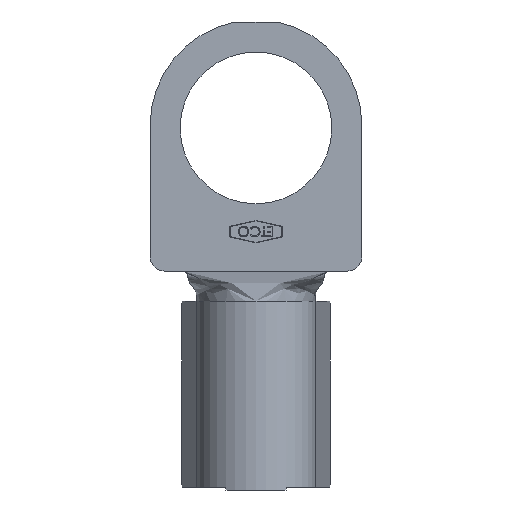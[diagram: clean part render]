
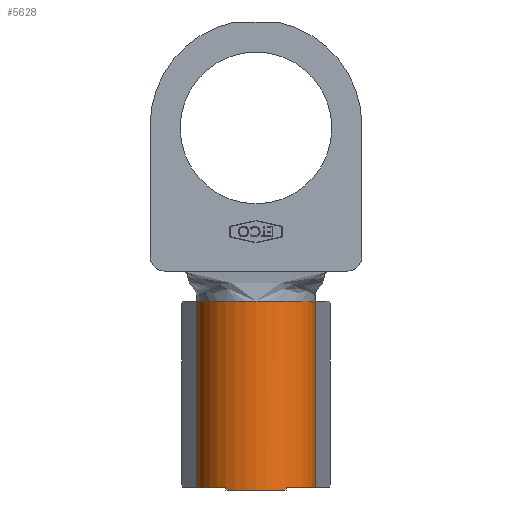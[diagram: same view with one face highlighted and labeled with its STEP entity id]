
A CAD part, front view. The second image highlights one B-rep face of the part: STEP entity #5628.
In plain terms, the highlighted cylindrical face has radius 5.334 mm (diameter 10.668 mm), a partial arc.
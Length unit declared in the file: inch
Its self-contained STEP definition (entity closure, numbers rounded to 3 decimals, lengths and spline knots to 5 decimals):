
#52 = CARTESIAN_POINT ( 'NONE',  ( -0.20666, -0.0373, 0.65 ) ) ;
#358 = CARTESIAN_POINT ( 'NONE',  ( -0.20666, -0.0373, 0. ) ) ;
#389 = VECTOR ( 'NONE', #4011, 39.37008 ) ;
#456 = FACE_OUTER_BOUND ( 'NONE', #2494, .T. ) ;
#567 = ORIENTED_EDGE ( 'NONE', *, *, #1481, .F. ) ;
#709 = CIRCLE ( 'NONE', #4373, 0.21 ) ;
#713 = VERTEX_POINT ( 'NONE', #2701 ) ;
#908 = ORIENTED_EDGE ( 'NONE', *, *, #5639, .T. ) ;
#946 = LINE ( 'NONE', #52, #5189 ) ;
#1031 = DIRECTION ( 'NONE',  ( 0., 0., -1. ) ) ;
#1066 = CARTESIAN_POINT ( 'NONE',  ( 0., 0., 0. ) ) ;
#1153 = EDGE_CURVE ( 'NONE', #713, #2215, #946, .T. ) ;
#1362 = CARTESIAN_POINT ( 'NONE',  ( 0.20666, -0.0373, 0.65 ) ) ;
#1481 = EDGE_CURVE ( 'NONE', #713, #6699, #709, .T. ) ;
#1567 = CARTESIAN_POINT ( 'NONE',  ( 0.20666, -0.0373, 0. ) ) ;
#1608 = DIRECTION ( 'NONE',  ( 1., 0., 0. ) ) ;
#1674 = CYLINDRICAL_SURFACE ( 'NONE', #2944, 0.21 ) ;
#1745 = AXIS2_PLACEMENT_3D ( 'NONE', #2843, #6565, #3367 ) ;
#1817 = EDGE_CURVE ( 'NONE', #2215, #5544, #2125, .T. ) ;
#1846 = CIRCLE ( 'NONE', #1886, 0.21 ) ;
#1886 = AXIS2_PLACEMENT_3D ( 'NONE', #1066, #4781, #1608 ) ;
#2125 = CIRCLE ( 'NONE', #1745, 0.21 ) ;
#2167 = ORIENTED_EDGE ( 'NONE', *, *, #1817, .T. ) ;
#2215 = VERTEX_POINT ( 'NONE', #358 ) ;
#2378 = DIRECTION ( 'NONE',  ( 0., 0., 1. ) ) ;
#2494 = EDGE_LOOP ( 'NONE', ( #2167, #3620, #6410, #3389, #908, #4370, #567, #2499 ) ) ;
#2499 = ORIENTED_EDGE ( 'NONE', *, *, #1153, .T. ) ;
#2691 = DIRECTION ( 'NONE',  ( 0., 0., 1. ) ) ;
#2701 = CARTESIAN_POINT ( 'NONE',  ( -0.20666, -0.0373, 0.65 ) ) ;
#2758 = AXIS2_PLACEMENT_3D ( 'NONE', #4820, #5353, #5163 ) ;
#2843 = CARTESIAN_POINT ( 'NONE',  ( 0., 0., 0. ) ) ;
#2908 = CARTESIAN_POINT ( 'NONE',  ( -0.105, -0.18187, -0.01 ) ) ;
#2944 = AXIS2_PLACEMENT_3D ( 'NONE', #3552, #3511, #3690 ) ;
#3050 = CARTESIAN_POINT ( 'NONE',  ( 0., 0., 0.65 ) ) ;
#3207 = CARTESIAN_POINT ( 'NONE',  ( 0.105, -0.18187, -0.01 ) ) ;
#3367 = DIRECTION ( 'NONE',  ( 1., 0., 0. ) ) ;
#3378 = VERTEX_POINT ( 'NONE', #1567 ) ;
#3389 = ORIENTED_EDGE ( 'NONE', *, *, #4416, .T. ) ;
#3511 = DIRECTION ( 'NONE',  ( 0., 0., -1. ) ) ;
#3552 = CARTESIAN_POINT ( 'NONE',  ( 0., 0., 0.65 ) ) ;
#3581 = VECTOR ( 'NONE', #2691, 39.37008 ) ;
#3587 = DIRECTION ( 'NONE',  ( 1., 0., 0. ) ) ;
#3600 = EDGE_CURVE ( 'NONE', #5454, #5544, #6335, .T. ) ;
#3620 = ORIENTED_EDGE ( 'NONE', *, *, #3600, .F. ) ;
#3690 = DIRECTION ( 'NONE',  ( -1., 0., 0. ) ) ;
#4011 = DIRECTION ( 'NONE',  ( 0., 0., -1. ) ) ;
#4188 = EDGE_CURVE ( 'NONE', #5008, #5454, #4743, .T. ) ;
#4370 = ORIENTED_EDGE ( 'NONE', *, *, #5344, .F. ) ;
#4373 = AXIS2_PLACEMENT_3D ( 'NONE', #3050, #6778, #3587 ) ;
#4416 = EDGE_CURVE ( 'NONE', #5008, #6798, #4827, .T. ) ;
#4566 = CARTESIAN_POINT ( 'NONE',  ( -0.105, -0.18187, 0. ) ) ;
#4743 = CIRCLE ( 'NONE', #2758, 0.21 ) ;
#4781 = DIRECTION ( 'NONE',  ( 0., 0., 1. ) ) ;
#4820 = CARTESIAN_POINT ( 'NONE',  ( 0., 0., -0.01 ) ) ;
#4827 = LINE ( 'NONE', #3207, #3581 ) ;
#5008 = VERTEX_POINT ( 'NONE', #5049 ) ;
#5049 = CARTESIAN_POINT ( 'NONE',  ( 0.105, -0.18187, -0.01 ) ) ;
#5163 = DIRECTION ( 'NONE',  ( -1., 0., 0. ) ) ;
#5189 = VECTOR ( 'NONE', #1031, 39.37008 ) ;
#5344 = EDGE_CURVE ( 'NONE', #6699, #3378, #5830, .T. ) ;
#5353 = DIRECTION ( 'NONE',  ( 0., 0., -1. ) ) ;
#5454 = VERTEX_POINT ( 'NONE', #2908 ) ;
#5544 = VERTEX_POINT ( 'NONE', #4566 ) ;
#5545 = CARTESIAN_POINT ( 'NONE',  ( 0.105, -0.18187, 0. ) ) ;
#5628 = ADVANCED_FACE ( 'NONE', ( #456 ), #1674, .T. ) ;
#5639 = EDGE_CURVE ( 'NONE', #6798, #3378, #1846, .T. ) ;
#5830 = LINE ( 'NONE', #1362, #389 ) ;
#5918 = CARTESIAN_POINT ( 'NONE',  ( 0.20666, -0.0373, 0.65 ) ) ;
#6001 = VECTOR ( 'NONE', #2378, 39.37008 ) ;
#6089 = CARTESIAN_POINT ( 'NONE',  ( -0.105, -0.18187, -0.01 ) ) ;
#6335 = LINE ( 'NONE', #6089, #6001 ) ;
#6410 = ORIENTED_EDGE ( 'NONE', *, *, #4188, .F. ) ;
#6565 = DIRECTION ( 'NONE',  ( 0., 0., 1. ) ) ;
#6699 = VERTEX_POINT ( 'NONE', #5918 ) ;
#6778 = DIRECTION ( 'NONE',  ( 0., 0., 1. ) ) ;
#6798 = VERTEX_POINT ( 'NONE', #5545 ) ;
